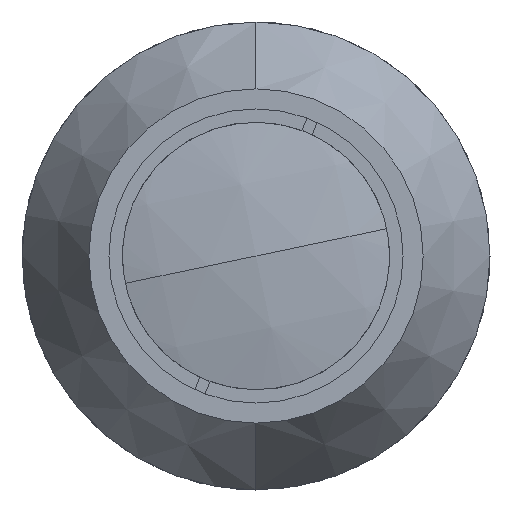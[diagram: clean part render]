
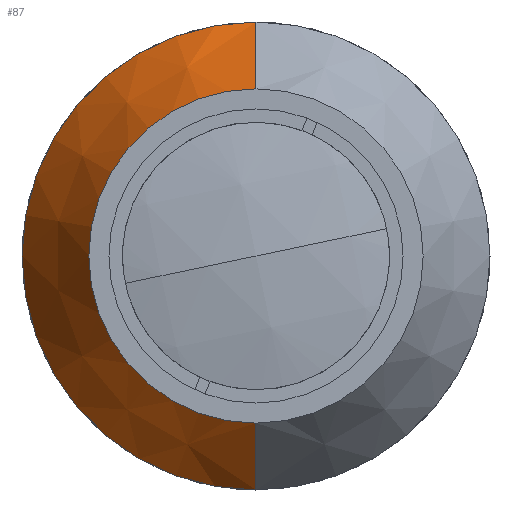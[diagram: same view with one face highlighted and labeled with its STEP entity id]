
A CAD part, left-side view. The second image highlights one B-rep face of the part: STEP entity #87.
In plain terms, the highlighted conical face has half-angle 30 degrees and reference radius 21 mm.
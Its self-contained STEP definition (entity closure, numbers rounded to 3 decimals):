
#13 = AXIS2_PLACEMENT_3D ( 'NONE', #3805, #3827, #2345 ) ;
#87 = ADVANCED_FACE ( 'NONE', ( #591 ), #2085, .T. ) ;
#92 = DIRECTION ( 'NONE',  ( 0., 0., 1. ) ) ;
#183 = VERTEX_POINT ( 'NONE', #2912 ) ;
#237 = VERTEX_POINT ( 'NONE', #4085 ) ;
#285 = EDGE_CURVE ( 'NONE', #183, #3164, #3747, .T. ) ;
#389 = AXIS2_PLACEMENT_3D ( 'NONE', #4090, #3776, #92 ) ;
#403 = CARTESIAN_POINT ( 'NONE',  ( 25.392, 0., 21. ) ) ;
#591 = FACE_OUTER_BOUND ( 'NONE', #4428, .T. ) ;
#778 = ORIENTED_EDGE ( 'NONE', *, *, #4482, .T. ) ;
#1178 = CARTESIAN_POINT ( 'NONE',  ( 25.392, 0., 0. ) ) ;
#1192 = CIRCLE ( 'NONE', #3875, 21. ) ;
#1458 = CIRCLE ( 'NONE', #389, 15. ) ;
#1473 = ORIENTED_EDGE ( 'NONE', *, *, #3074, .F. ) ;
#1662 = LINE ( 'NONE', #1989, #1664 ) ;
#1664 = VECTOR ( 'NONE', #3756, 1000. ) ;
#1902 = CARTESIAN_POINT ( 'NONE',  ( 25.392, 0., -21. ) ) ;
#1940 = DIRECTION ( 'NONE',  ( -1., 0., 0. ) ) ;
#1989 = CARTESIAN_POINT ( 'NONE',  ( 25.392, 0., 21. ) ) ;
#2042 = VERTEX_POINT ( 'NONE', #403 ) ;
#2085 = CONICAL_SURFACE ( 'NONE', #13, 21., 0.524 ) ;
#2345 = DIRECTION ( 'NONE',  ( 0., 0., -1. ) ) ;
#2674 = DIRECTION ( 'NONE',  ( 0., 0., 1. ) ) ;
#2818 = CARTESIAN_POINT ( 'NONE',  ( 25.392, 0., -21. ) ) ;
#2912 = CARTESIAN_POINT ( 'NONE',  ( 15., 0., -15. ) ) ;
#3074 = EDGE_CURVE ( 'NONE', #237, #183, #1458, .T. ) ;
#3164 = VERTEX_POINT ( 'NONE', #2818 ) ;
#3700 = DIRECTION ( 'NONE',  ( 0.866, 0., -0.5 ) ) ;
#3747 = LINE ( 'NONE', #1902, #4483 ) ;
#3756 = DIRECTION ( 'NONE',  ( 0.866, 0., 0.5 ) ) ;
#3776 = DIRECTION ( 'NONE',  ( -1., 0., 0. ) ) ;
#3805 = CARTESIAN_POINT ( 'NONE',  ( 25.392, 0., 0. ) ) ;
#3827 = DIRECTION ( 'NONE',  ( 1., 0., 0. ) ) ;
#3875 = AXIS2_PLACEMENT_3D ( 'NONE', #1178, #1940, #2674 ) ;
#3994 = ORIENTED_EDGE ( 'NONE', *, *, #285, .F. ) ;
#4085 = CARTESIAN_POINT ( 'NONE',  ( 15., 0., 15. ) ) ;
#4090 = CARTESIAN_POINT ( 'NONE',  ( 15., 0., 0. ) ) ;
#4413 = EDGE_CURVE ( 'NONE', #237, #2042, #1662, .T. ) ;
#4428 = EDGE_LOOP ( 'NONE', ( #1473, #4610, #778, #3994 ) ) ;
#4482 = EDGE_CURVE ( 'NONE', #2042, #3164, #1192, .T. ) ;
#4483 = VECTOR ( 'NONE', #3700, 1000. ) ;
#4610 = ORIENTED_EDGE ( 'NONE', *, *, #4413, .T. ) ;
